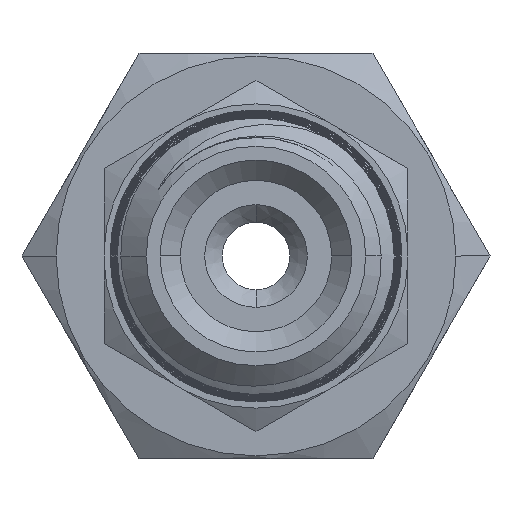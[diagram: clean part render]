
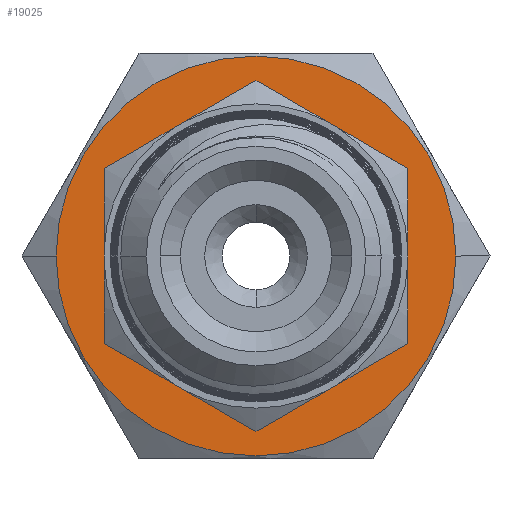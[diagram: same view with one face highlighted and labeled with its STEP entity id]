
A CAD part, left-side view. The second image highlights one B-rep face of the part: STEP entity #19025.
In plain terms, the highlighted planar face has unit normal (-1, 0, 0).
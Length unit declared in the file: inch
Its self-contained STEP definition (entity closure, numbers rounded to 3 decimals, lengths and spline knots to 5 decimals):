
#158 = AXIS2_PLACEMENT_3D ( 'NONE', #24718, #5029, #942 ) ;
#340 = DIRECTION ( 'NONE',  ( 1., 0., 0. ) ) ;
#824 = CIRCLE ( 'NONE', #16745, 0.20675 ) ;
#926 = DIRECTION ( 'NONE',  ( 1., 0., 0. ) ) ;
#942 = DIRECTION ( 'NONE',  ( 0., 1., 0. ) ) ;
#976 = EDGE_CURVE ( 'NONE', #7963, #7439, #13289, .T. ) ;
#1096 = EDGE_CURVE ( 'NONE', #7103, #7748, #22576, .T. ) ;
#1572 = DIRECTION ( 'NONE',  ( 0., 1., 0. ) ) ;
#2488 = CIRCLE ( 'NONE', #158, 0.37 ) ;
#2933 = DIRECTION ( 'NONE',  ( 0., 1., 0. ) ) ;
#3653 = CARTESIAN_POINT ( 'NONE',  ( -0.6325, 0., 0. ) ) ;
#4409 = CARTESIAN_POINT ( 'NONE',  ( -0.6325, 0., 0. ) ) ;
#4596 = EDGE_CURVE ( 'NONE', #7439, #7963, #2488, .T. ) ;
#5029 = DIRECTION ( 'NONE',  ( 1., 0., 0. ) ) ;
#5670 = CARTESIAN_POINT ( 'NONE',  ( -0.6325, -0.37, 0. ) ) ;
#6105 = AXIS2_PLACEMENT_3D ( 'NONE', #4409, #340, #6388 ) ;
#6388 = DIRECTION ( 'NONE',  ( 0., 1., 0. ) ) ;
#7103 = VERTEX_POINT ( 'NONE', #16810 ) ;
#7311 = DIRECTION ( 'NONE',  ( 0., -1., 0. ) ) ;
#7439 = VERTEX_POINT ( 'NONE', #5670 ) ;
#7748 = VERTEX_POINT ( 'NONE', #11638 ) ;
#7963 = VERTEX_POINT ( 'NONE', #12310 ) ;
#8295 = EDGE_LOOP ( 'NONE', ( #23212, #14609 ) ) ;
#11227 = FACE_OUTER_BOUND ( 'NONE', #13763, .T. ) ;
#11332 = AXIS2_PLACEMENT_3D ( 'NONE', #22479, #926, #2933 ) ;
#11638 = CARTESIAN_POINT ( 'NONE',  ( -0.6325, -0.20675, 0. ) ) ;
#12310 = CARTESIAN_POINT ( 'NONE',  ( -0.6325, 0.37, 0. ) ) ;
#13289 = CIRCLE ( 'NONE', #6105, 0.37 ) ;
#13763 = EDGE_LOOP ( 'NONE', ( #19615, #16435 ) ) ;
#14609 = ORIENTED_EDGE ( 'NONE', *, *, #16024, .T. ) ;
#16024 = EDGE_CURVE ( 'NONE', #7748, #7103, #824, .T. ) ;
#16435 = ORIENTED_EDGE ( 'NONE', *, *, #4596, .F. ) ;
#16745 = AXIS2_PLACEMENT_3D ( 'NONE', #3653, #19218, #1572 ) ;
#16810 = CARTESIAN_POINT ( 'NONE',  ( -0.6325, 0.20675, 0. ) ) ;
#18742 = AXIS2_PLACEMENT_3D ( 'NONE', #20912, #22914, #7311 ) ;
#19025 = ADVANCED_FACE ( 'NONE', ( #23900, #11227 ), #21242, .T. ) ;
#19218 = DIRECTION ( 'NONE',  ( 1., 0., 0. ) ) ;
#19615 = ORIENTED_EDGE ( 'NONE', *, *, #976, .F. ) ;
#20912 = CARTESIAN_POINT ( 'NONE',  ( -0.6325, 0.20675, 0. ) ) ;
#21242 = PLANE ( 'NONE',  #18742 ) ;
#22479 = CARTESIAN_POINT ( 'NONE',  ( -0.6325, 0., 0. ) ) ;
#22576 = CIRCLE ( 'NONE', #11332, 0.20675 ) ;
#22914 = DIRECTION ( 'NONE',  ( -1., 0., 0. ) ) ;
#23212 = ORIENTED_EDGE ( 'NONE', *, *, #1096, .T. ) ;
#23900 = FACE_BOUND ( 'NONE', #8295, .T. ) ;
#24718 = CARTESIAN_POINT ( 'NONE',  ( -0.6325, 0., 0. ) ) ;
